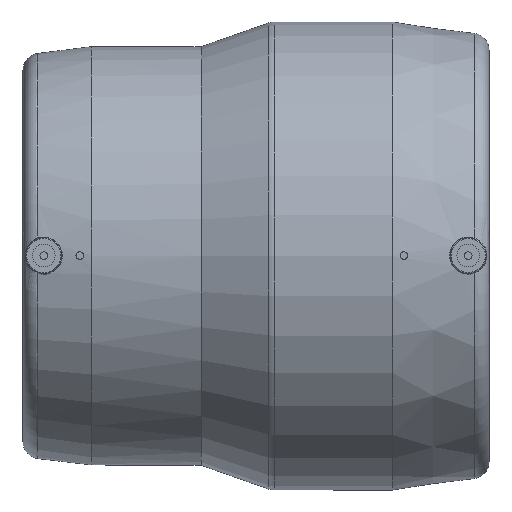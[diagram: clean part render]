
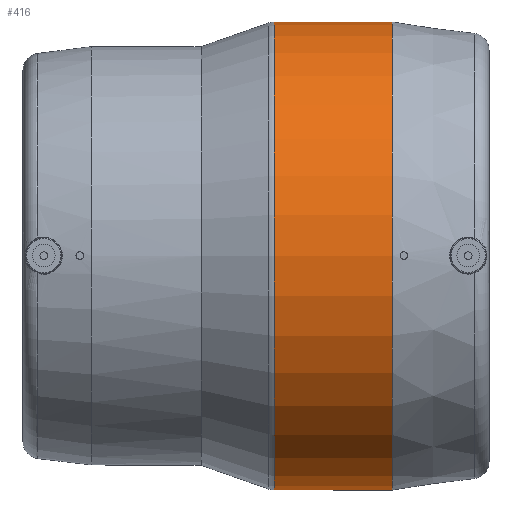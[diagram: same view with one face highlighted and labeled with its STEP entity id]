
A CAD part, top view. The second image highlights one B-rep face of the part: STEP entity #416.
In plain terms, the highlighted cylindrical face has radius 123.5 mm (diameter 247 mm), a full revolution.
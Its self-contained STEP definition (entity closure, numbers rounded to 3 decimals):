
#56=CYLINDRICAL_SURFACE('',#471,123.5);
#70=CIRCLE('',#463,123.5);
#76=CIRCLE('',#472,123.5);
#112=ORIENTED_EDGE('',*,*,#203,.T.);
#113=ORIENTED_EDGE('',*,*,#193,.T.);
#193=EDGE_CURVE('',#239,#239,#70,.T.);
#203=EDGE_CURVE('',#248,#248,#76,.T.);
#239=VERTEX_POINT('',#689);
#248=VERTEX_POINT('',#734);
#288=EDGE_LOOP('',(#112));
#289=EDGE_LOOP('',(#113));
#351=FACE_BOUND('',#288,.T.);
#352=FACE_BOUND('',#289,.T.);
#416=ADVANCED_FACE('',(#351,#352),#56,.T.);
#463=AXIS2_PLACEMENT_3D('',#688,#531,#532);
#471=AXIS2_PLACEMENT_3D('',#732,#549,#550);
#472=AXIS2_PLACEMENT_3D('',#733,#551,#552);
#531=DIRECTION('',(-1.,0.,0.));
#532=DIRECTION('',(0.,0.,1.));
#549=DIRECTION('',(-1.,0.,0.));
#550=DIRECTION('',(0.,0.,1.));
#551=DIRECTION('',(1.,0.,0.));
#552=DIRECTION('',(0.,0.,-1.));
#688=CARTESIAN_POINT('',(82.5,0.,0.));
#689=CARTESIAN_POINT('',(82.5,0.,123.5));
#732=CARTESIAN_POINT('',(-60.,0.,0.));
#733=CARTESIAN_POINT('',(20.035,0.,0.));
#734=CARTESIAN_POINT('',(20.035,0.,-123.5));
